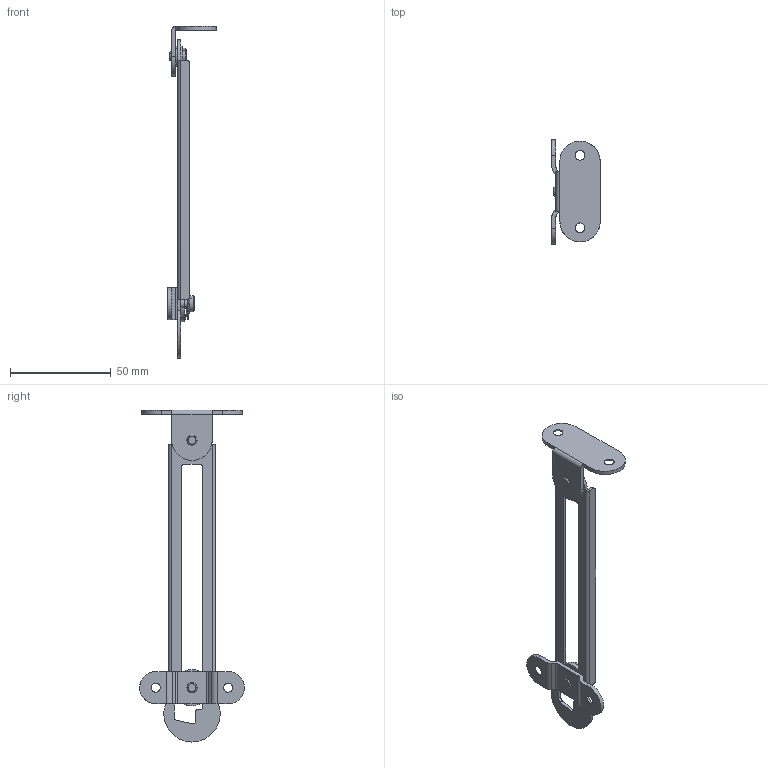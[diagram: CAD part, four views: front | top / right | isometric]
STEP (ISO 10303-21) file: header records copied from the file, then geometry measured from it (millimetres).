
FILE_DESCRIPTION((''),'2;1');
FILE_NAME('','2011-04-26T15:21:31',(''),(''),'','CADfix','');
FILE_SCHEMA(('AUTOMOTIVE_DESIGN { 1 0 10303 214 1 1 1 1 }'));
Length unit declared in the file: millimetre
Bounding box: 24 x 52 x 165 mm (x, y, z)
Volume: 10142.6 mm3; surface area: 14805.4 mm2
Topology: 11 solids, 11 shells, 160 faces, 610 edges, 476 vertices
Faces by surface type: bspline 160
Entity records: 8962 total; most frequent: CARTESIAN_POINT 5270, ORIENTED_EDGE 1220, EDGE_CURVE 610, VERTEX_POINT 476, B_SPLINE_CURVE_WITH_KNOTS 406, QUASI_UNIFORM_CURVE 204, EDGE_LOOP 192, FACE_OUTER_BOUND 160
